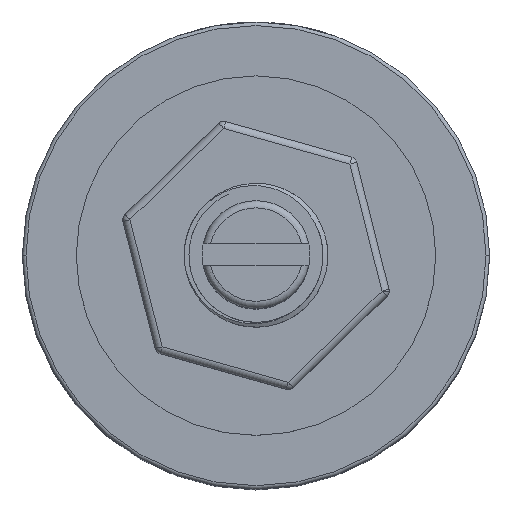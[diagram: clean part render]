
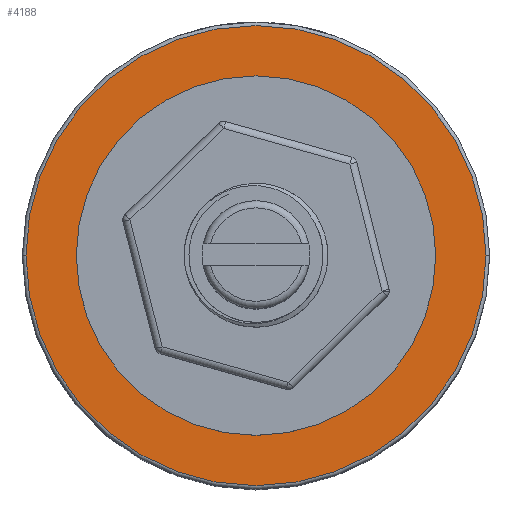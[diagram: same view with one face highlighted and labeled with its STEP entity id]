
A CAD part, top view. The second image highlights one B-rep face of the part: STEP entity #4188.
In plain terms, the highlighted planar face has unit normal (0, 0, 1).
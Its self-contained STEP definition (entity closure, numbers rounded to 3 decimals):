
#487 = ORIENTED_EDGE ( 'NONE', *, *, #18611, .F. ) ;
#1098 = CARTESIAN_POINT ( 'NONE',  ( 0., 0., 11.45 ) ) ;
#2088 = DIRECTION ( 'NONE',  ( 1., 0., 0. ) ) ;
#3441 = FACE_BOUND ( 'NONE', #19463, .T. ) ;
#4188 = ADVANCED_FACE ( 'NONE', ( #5438, #3441 ), #9544, .T. ) ;
#4904 = VERTEX_POINT ( 'NONE', #10484 ) ;
#4960 = CARTESIAN_POINT ( 'NONE',  ( 5., 0., 11.45 ) ) ;
#5245 = DIRECTION ( 'NONE',  ( 0., 0., 1. ) ) ;
#5371 = DIRECTION ( 'NONE',  ( 1., 0., 0. ) ) ;
#5438 = FACE_OUTER_BOUND ( 'NONE', #13093, .T. ) ;
#5532 = AXIS2_PLACEMENT_3D ( 'NONE', #6030, #7655, #18689 ) ;
#6030 = CARTESIAN_POINT ( 'NONE',  ( 0., 0., 11.45 ) ) ;
#6297 = CIRCLE ( 'NONE', #10225, 6.4 ) ;
#6878 = CIRCLE ( 'NONE', #16671, 6.4 ) ;
#6996 = DIRECTION ( 'NONE',  ( 0., 0., 1. ) ) ;
#7131 = VERTEX_POINT ( 'NONE', #13420 ) ;
#7655 = DIRECTION ( 'NONE',  ( 0., 0., 1. ) ) ;
#9283 = ORIENTED_EDGE ( 'NONE', *, *, #14647, .F. ) ;
#9544 = PLANE ( 'NONE',  #11129 ) ;
#9808 = CARTESIAN_POINT ( 'NONE',  ( 6.4, 0., 11.45 ) ) ;
#10225 = AXIS2_PLACEMENT_3D ( 'NONE', #14427, #5245, #2088 ) ;
#10484 = CARTESIAN_POINT ( 'NONE',  ( -6.4, 0., 11.45 ) ) ;
#11129 = AXIS2_PLACEMENT_3D ( 'NONE', #15346, #13485, #19871 ) ;
#12073 = DIRECTION ( 'NONE',  ( 1., 0., 0. ) ) ;
#12143 = CIRCLE ( 'NONE', #15762, 5. ) ;
#13093 = EDGE_LOOP ( 'NONE', ( #19349, #19116 ) ) ;
#13420 = CARTESIAN_POINT ( 'NONE',  ( -5., 0., 11.45 ) ) ;
#13485 = DIRECTION ( 'NONE',  ( 0., 0., 1. ) ) ;
#14427 = CARTESIAN_POINT ( 'NONE',  ( 0., 0., 11.45 ) ) ;
#14546 = CARTESIAN_POINT ( 'NONE',  ( 0., 0., 11.45 ) ) ;
#14647 = EDGE_CURVE ( 'NONE', #14958, #7131, #18250, .T. ) ;
#14958 = VERTEX_POINT ( 'NONE', #4960 ) ;
#15279 = DIRECTION ( 'NONE',  ( 0., 0., 1. ) ) ;
#15346 = CARTESIAN_POINT ( 'NONE',  ( 0., 0., 11.45 ) ) ;
#15642 = VERTEX_POINT ( 'NONE', #9808 ) ;
#15762 = AXIS2_PLACEMENT_3D ( 'NONE', #14546, #6996, #5371 ) ;
#16103 = EDGE_CURVE ( 'NONE', #15642, #4904, #6878, .T. ) ;
#16671 = AXIS2_PLACEMENT_3D ( 'NONE', #1098, #15279, #12073 ) ;
#18250 = CIRCLE ( 'NONE', #5532, 5. ) ;
#18611 = EDGE_CURVE ( 'NONE', #7131, #14958, #12143, .T. ) ;
#18689 = DIRECTION ( 'NONE',  ( 1., 0., 0. ) ) ;
#18900 = EDGE_CURVE ( 'NONE', #4904, #15642, #6297, .T. ) ;
#19116 = ORIENTED_EDGE ( 'NONE', *, *, #18900, .T. ) ;
#19349 = ORIENTED_EDGE ( 'NONE', *, *, #16103, .T. ) ;
#19463 = EDGE_LOOP ( 'NONE', ( #487, #9283 ) ) ;
#19871 = DIRECTION ( 'NONE',  ( 1., 0., 0. ) ) ;
